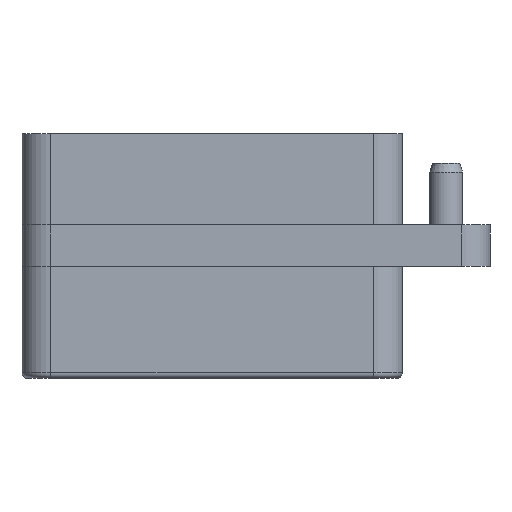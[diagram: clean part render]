
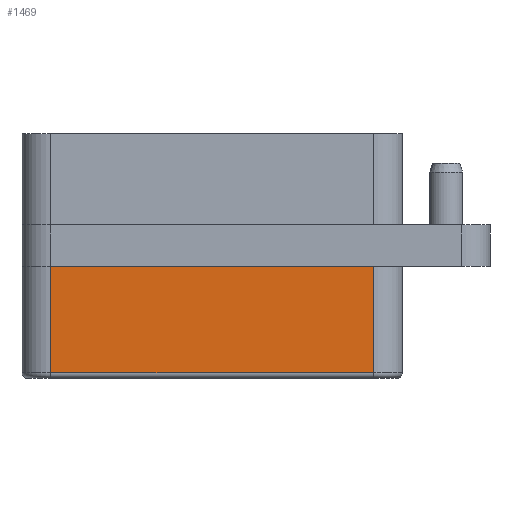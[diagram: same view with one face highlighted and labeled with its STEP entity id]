
A CAD part, left-side view. The second image highlights one B-rep face of the part: STEP entity #1469.
In plain terms, the highlighted planar face has unit normal (-1, 0, 0).
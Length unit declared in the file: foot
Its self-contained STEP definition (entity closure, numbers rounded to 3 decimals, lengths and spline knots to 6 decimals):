
#509 = CARTESIAN_POINT ( 'NONE',  ( -0.257811, -0.118589, 0.022703 ) ) ;
#580 = CARTESIAN_POINT ( 'NONE',  ( -0.257811, -0.118589, -0.018176 ) ) ;
#820 = LINE ( 'NONE', #3815, #2804 ) ;
#990 = VERTEX_POINT ( 'NONE', #2195 ) ;
#1336 = LINE ( 'NONE', #2810, #3936 ) ;
#1457 = ORIENTED_EDGE ( 'NONE', *, *, #2370, .T. ) ;
#1469 = ADVANCED_FACE ( 'NONE', ( #1594 ), #2323, .F. ) ;
#1594 = FACE_OUTER_BOUND ( 'NONE', #1629, .T. ) ;
#1629 = EDGE_LOOP ( 'NONE', ( #4476, #1457, #2891, #4405 ) ) ;
#1690 = AXIS2_PLACEMENT_3D ( 'NONE', #3037, #2694, #2718 ) ;
#1888 = DIRECTION ( 'NONE',  ( 0., 0., -1. ) ) ;
#2012 = EDGE_CURVE ( 'NONE', #3917, #2409, #2341, .T. ) ;
#2103 = EDGE_CURVE ( 'NONE', #990, #3790, #4634, .T. ) ;
#2195 = CARTESIAN_POINT ( 'NONE',  ( -0.257811, -0.063423, 0. ) ) ;
#2323 = PLANE ( 'NONE',  #1690 ) ;
#2341 = LINE ( 'NONE', #509, #4406 ) ;
#2370 = EDGE_CURVE ( 'NONE', #3790, #2409, #1336, .T. ) ;
#2409 = VERTEX_POINT ( 'NONE', #580 ) ;
#2464 = CARTESIAN_POINT ( 'NONE',  ( -0.257811, -0.063423, -0.018176 ) ) ;
#2694 = DIRECTION ( 'NONE',  ( 1., 0., 0. ) ) ;
#2718 = DIRECTION ( 'NONE',  ( 0., 1., 0. ) ) ;
#2739 = DIRECTION ( 'NONE',  ( 0., -1., 0. ) ) ;
#2804 = VECTOR ( 'NONE', #3064, 3.28084 ) ;
#2810 = CARTESIAN_POINT ( 'NONE',  ( -0.257811, -0.063423, -0.018176 ) ) ;
#2891 = ORIENTED_EDGE ( 'NONE', *, *, #2012, .F. ) ;
#3037 = CARTESIAN_POINT ( 'NONE',  ( -0.257811, -0.063423, 0.022703 ) ) ;
#3064 = DIRECTION ( 'NONE',  ( 0., -1., 0. ) ) ;
#3099 = CARTESIAN_POINT ( 'NONE',  ( -0.257811, -0.063423, 0.022703 ) ) ;
#3703 = CARTESIAN_POINT ( 'NONE',  ( -0.257811, -0.118589, 0. ) ) ;
#3790 = VERTEX_POINT ( 'NONE', #2464 ) ;
#3815 = CARTESIAN_POINT ( 'NONE',  ( -0.257811, -0.063423, 0. ) ) ;
#3877 = DIRECTION ( 'NONE',  ( 0., 0., -1. ) ) ;
#3917 = VERTEX_POINT ( 'NONE', #3703 ) ;
#3936 = VECTOR ( 'NONE', #2739, 3.28084 ) ;
#4327 = VECTOR ( 'NONE', #3877, 3.28084 ) ;
#4405 = ORIENTED_EDGE ( 'NONE', *, *, #4546, .F. ) ;
#4406 = VECTOR ( 'NONE', #1888, 3.28084 ) ;
#4476 = ORIENTED_EDGE ( 'NONE', *, *, #2103, .T. ) ;
#4546 = EDGE_CURVE ( 'NONE', #990, #3917, #820, .T. ) ;
#4634 = LINE ( 'NONE', #3099, #4327 ) ;
